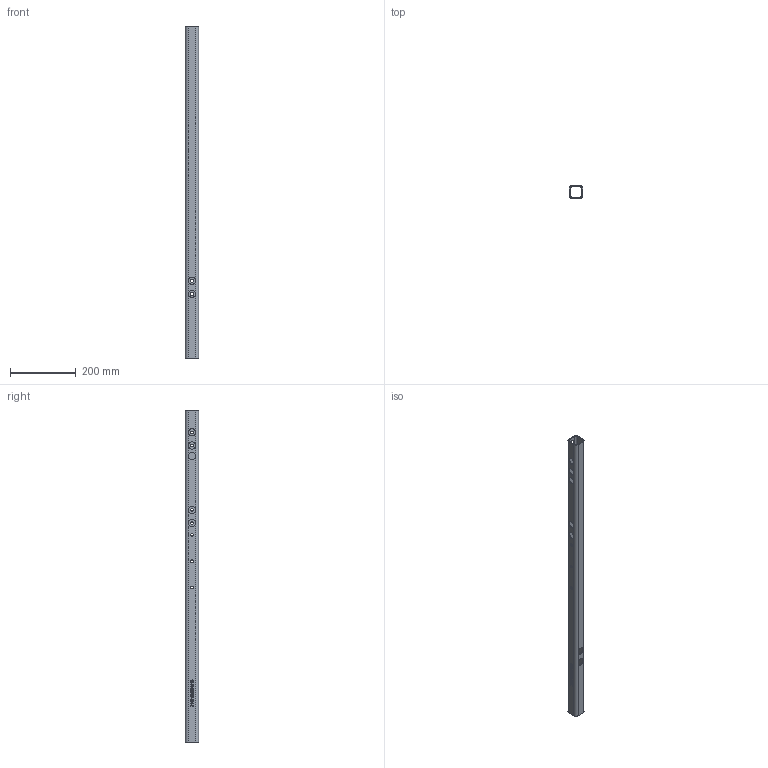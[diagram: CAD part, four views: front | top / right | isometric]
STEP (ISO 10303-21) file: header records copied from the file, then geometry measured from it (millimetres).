
FILE_DESCRIPTION(('Creo Elements/Direct Modeling STEP Export'),'2;1');
FILE_NAME('Rohr.stp','2025-07-15T11:43:29',(''),(''),'Creo Elements/Direct Modeling STEP processor for AP214 (Solid Model)','Creo Elements/Direct Modeling 20.1D 10-Oct-2020 (C) Parametric Technology GmbH','');
FILE_SCHEMA(('AUTOMOTIVE_DESIGN { 1 0 10303 214 1 1 1 1 }'));
Length unit declared in the file: millimetre
Products named in the file (1): Rohr
Bounding box: 40 x 40 x 1010.7 mm (x, y, z)
Volume: 421647.5 mm3; surface area: 267590.6 mm2
Topology: 1 solids, 1 shells, 83 faces, 625 edges, 569 vertices
Faces by surface type: cylinder 48, plane 35
Entity records: 6117 total; most frequent: ORIENTED_EDGE 1250, CARTESIAN_POINT 1214, DIRECTION 761, EDGE_CURVE 625, VERTEX_POINT 569, VECTOR 529, LINE 529, EDGE_LOOP 150
